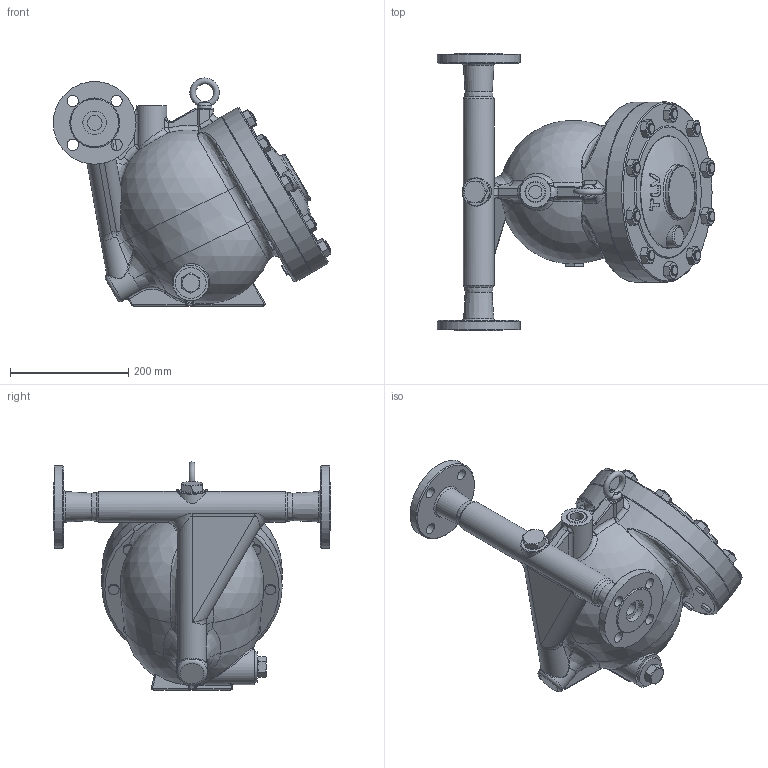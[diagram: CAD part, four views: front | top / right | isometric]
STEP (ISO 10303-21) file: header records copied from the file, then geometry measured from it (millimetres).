
FILE_DESCRIPTION((''),'2;1');
FILE_NAME('gas3n-040-jis20-00.stp','2010-11-04T09:16:52',('nakaot'),(''),'Autodesk Inventor 2008','Autodesk Inventor 2008','');
FILE_SCHEMA(('AUTOMOTIVE_DESIGN { 1 0 10303 214 1 1 1 1 }'));
Length unit declared in the file: millimetre
Products named in the file (1): gas3n-040-jis20-00
Bounding box: 469.43 x 470 x 386 mm (x, y, z)
Volume: 17540023.5 mm3; surface area: 698011.9 mm2
Topology: 1 solids, 2 shells, 535 faces, 1245 edges, 757 vertices
Faces by surface type: plane 189, bspline 119, cylinder 113, cone 97, torus 9, sphere 8
Full cylindrical faces by diameter (mm): 18 x26, 19 x4, 25 x3, 35 x1, 36 x1, 40 x1, 52 x3, 81 x1, 90 x1, 140 x1, 245 x1, 305 x2
Entity records: 26357 total; most frequent: CARTESIAN_POINT 15642, ORIENTED_EDGE 2210, DIRECTION 2059, EDGE_CURVE 1105, AXIS2_PLACEMENT_3D 890, VERTEX_POINT 726, EDGE_LOOP 723, FACE_OUTER_BOUND 535
